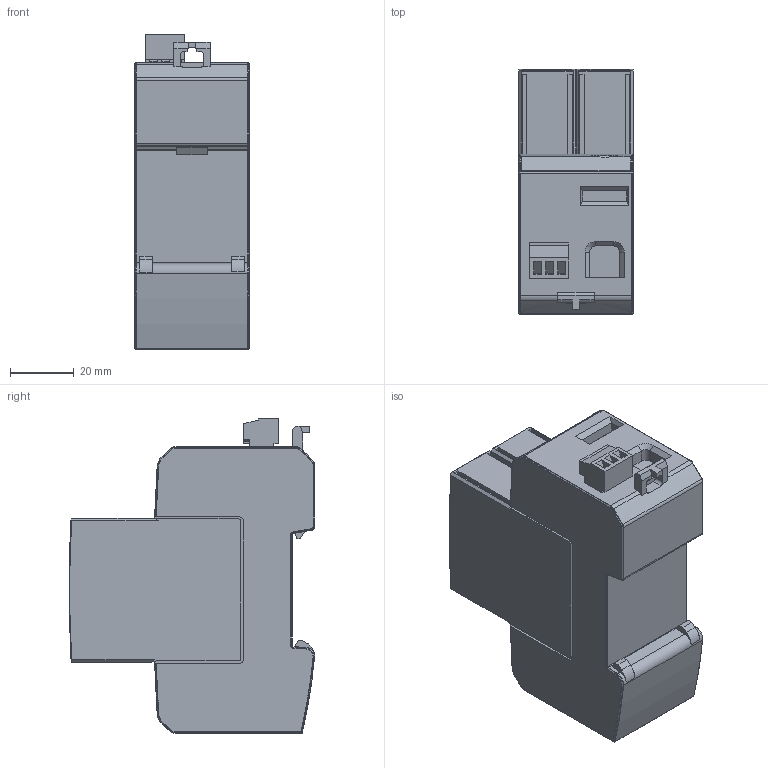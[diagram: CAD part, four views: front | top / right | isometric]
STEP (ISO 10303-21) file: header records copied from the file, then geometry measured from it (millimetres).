
FILE_DESCRIPTION((''),'2;1');
FILE_NAME('PROTEC_T2_CM_L_3P1_4P0_R_ASM','2023-01-13T14:26:32',('sebastjan.kamensek'),('Audax d.o.o.'),'CREO PARAMETRIC BY PTC INC, 2020281','CREO PARAMETRIC BY PTC INC, 2020281','');
FILE_SCHEMA(('AP242_MANAGED_MODEL_BASED_3D_ENGINEERING_MIM_LF { 1 0 10303 442 1 1 4 }'));
Length unit declared in the file: millimetre
Products named in the file (6): T2CM_L_3_1_4_0_36_1_1; T2CM_L_3_1_4_0_36_2_1; T2CM_L_3_1_4_0_36_3_1; T2CM_L_3_1_4_0_36_ASM_1_ASM; T2CM_L_3_1_4_0_SOLID_ASM_1_ASM; PROTEC_T2_CM_L_3P1_4P0_R_ASM
Assembly tree (5 placements, depth 4):
  PROTEC_T2_CM_L_3P1_4P0_R_ASM
    T2CM_L_3_1_4_0_SOLID_ASM_1_ASM
      T2CM_L_3_1_4_0_36_ASM_1_ASM
        T2CM_L_3_1_4_0_36_1_1
        T2CM_L_3_1_4_0_36_2_1
        T2CM_L_3_1_4_0_36_3_1
Bounding box: 36 x 77.09 x 98.9 mm (x, y, z)
Volume: 189606 mm3; surface area: 29599.9 mm2
Topology: 3 solids, 3 shells, 582 faces, 1473 edges, 886 vertices
Faces by surface type: plane 330, cylinder 134, torus 48, cone 30, sphere 24, bspline 12, extrusion 4
Entity records: 21556 total; most frequent: CARTESIAN_POINT 7036, ORIENTED_EDGE 2898, DIRECTION 2871, EDGE_CURVE 1449, VECTOR 1005, LINE 1001, AXIS2_PLACEMENT_3D 933, VERTEX_POINT 886
